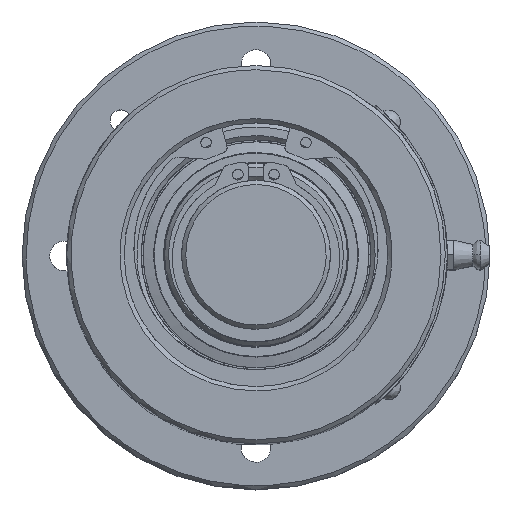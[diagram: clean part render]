
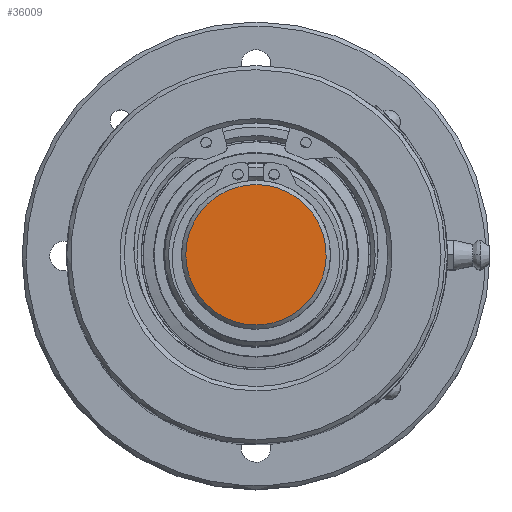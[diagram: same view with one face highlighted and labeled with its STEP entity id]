
A CAD part, top view. The second image highlights one B-rep face of the part: STEP entity #36009.
In plain terms, the highlighted planar face has unit normal (0, 0, 1).
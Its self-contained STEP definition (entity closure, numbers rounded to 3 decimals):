
#4302 = DIRECTION ( 'NONE',  ( 0., 0., -1. ) ) ;
#7849 = CARTESIAN_POINT ( 'NONE',  ( -10.065, -13.119, 176. ) ) ;
#8065 = CARTESIAN_POINT ( 'NONE',  ( -15.657, 5.317, 176. ) ) ;
#8273 = CARTESIAN_POINT ( 'NONE',  ( -2.16, -16.394, 176. ) ) ;
#8275 = CARTESIAN_POINT ( 'NONE',  ( 10.904, -12.431, 176. ) ) ;
#8490 = CARTESIAN_POINT ( 'NONE',  ( 13.119, 10.065, 176. ) ) ;
#8907 = CARTESIAN_POINT ( 'NONE',  ( 0., 16.5, 176. ) ) ;
#9115 = CARTESIAN_POINT ( 'NONE',  ( 8.269, -14.319, 176. ) ) ;
#10619 = VERTEX_POINT ( 'NONE', #8907 ) ;
#12548 = CARTESIAN_POINT ( 'NONE',  ( 0., -16.5, 176. ) ) ;
#12761 = CARTESIAN_POINT ( 'NONE',  ( -14.319, -8.269, 176. ) ) ;
#12763 = CARTESIAN_POINT ( 'NONE',  ( 0., 16.5, 176. ) ) ;
#13187 = CARTESIAN_POINT ( 'NONE',  ( -12.431, 10.904, 176. ) ) ;
#13189 = CARTESIAN_POINT ( 'NONE',  ( 15.972, 4.278, 176. ) ) ;
#13401 = CARTESIAN_POINT ( 'NONE',  ( -2.16, 16.394, 176. ) ) ;
#13831 = CARTESIAN_POINT ( 'NONE',  ( 10.904, 12.431, 176. ) ) ;
#14827 = FACE_OUTER_BOUND ( 'NONE', #14858, .T. ) ;
#14858 = EDGE_LOOP ( 'NONE', ( #50101, #46745 ) ) ;
#14913 = AXIS2_PLACEMENT_3D ( 'NONE', #18464, #4302, #33901 ) ;
#14964 = CARTESIAN_POINT ( 'NONE',  ( 0., -16.5, 176. ) ) ;
#17504 = CARTESIAN_POINT ( 'NONE',  ( -16.394, 2.16, 176. ) ) ;
#17929 = CARTESIAN_POINT ( 'NONE',  ( -13.119, -10.065, 176. ) ) ;
#18140 = CARTESIAN_POINT ( 'NONE',  ( -10.065, 13.119, 176. ) ) ;
#18142 = CARTESIAN_POINT ( 'NONE',  ( 15.657, -5.317, 176. ) ) ;
#18350 = CARTESIAN_POINT ( 'NONE',  ( -10.904, 12.431, 176. ) ) ;
#18352 = CARTESIAN_POINT ( 'NONE',  ( 14.831, -7.312, 176. ) ) ;
#18464 = CARTESIAN_POINT ( 'NONE',  ( 0., 0., 176. ) ) ;
#18554 = CARTESIAN_POINT ( 'NONE',  ( 14.319, 8.269, 176. ) ) ;
#22866 = CARTESIAN_POINT ( 'NONE',  ( 7.312, 14.831, 176. ) ) ;
#23071 = CARTESIAN_POINT ( 'NONE',  ( -5.317, 15.657, 176. ) ) ;
#23710 = CARTESIAN_POINT ( 'NONE',  ( 16.5, 1.08, 176. ) ) ;
#26476 = B_SPLINE_CURVE_WITH_KNOTS ( 'NONE', 3,
 ( #12548, #47708, #8273, #32531, #56912, #47076, #37244, #7849, #42147, #47292, #17929, #12761, #62290, #27809, #32749, #32952, #52198, #27599, #17504, #37456, #8065, #51781, #62084, #42573, #13187, #18350, #18140, #47494, #52413, #23071, #57347, #13401, #28022, #52629 ),
 .UNSPECIFIED., .F., .F.,
 ( 4, 2, 2, 2, 2, 2, 2, 2, 2, 2, 2, 2, 2, 2, 2, 2, 4 ),
 ( 0., 0.062, 0.125, 0.188, 0.25, 0.313, 0.375, 0.438, 0.5, 0.563, 0.625, 0.688, 0.75, 0.812, 0.875, 0.937, 1. ),
 .UNSPECIFIED. ) ;
#27599 = CARTESIAN_POINT ( 'NONE',  ( -16.5, 1.08, 176. ) ) ;
#27809 = CARTESIAN_POINT ( 'NONE',  ( -15.657, -5.317, 176. ) ) ;
#27811 = CARTESIAN_POINT ( 'NONE',  ( 14.319, -8.269, 176. ) ) ;
#28022 = CARTESIAN_POINT ( 'NONE',  ( -1.08, 16.5, 176. ) ) ;
#28024 = CARTESIAN_POINT ( 'NONE',  ( 2.16, -16.394, 176. ) ) ;
#28242 = CARTESIAN_POINT ( 'NONE',  ( 14.831, 7.312, 176. ) ) ;
#28455 = CARTESIAN_POINT ( 'NONE',  ( 4.278, 15.972, 176. ) ) ;
#28672 = CARTESIAN_POINT ( 'NONE',  ( 15.972, -4.278, 176. ) ) ;
#32323 = CARTESIAN_POINT ( 'NONE',  ( 1.08, 16.5, 176. ) ) ;
#32531 = CARTESIAN_POINT ( 'NONE',  ( -4.278, -15.972, 176. ) ) ;
#32749 = CARTESIAN_POINT ( 'NONE',  ( -15.972, -4.278, 176. ) ) ;
#32952 = CARTESIAN_POINT ( 'NONE',  ( -16.394, -2.16, 176. ) ) ;
#33583 = CARTESIAN_POINT ( 'NONE',  ( 12.431, -10.904, 176. ) ) ;
#33901 = DIRECTION ( 'NONE',  ( -1., 0., 0. ) ) ;
#35926 = B_SPLINE_CURVE_WITH_KNOTS ( 'NONE', 3,
 ( #12763, #32323, #43431, #28455, #43004, #22866, #43222, #52850, #13831, #48134, #8490, #18554, #28242, #38108, #13189, #53059, #23710, #37674, #57981, #28672, #18142, #18352, #27811, #47911, #33583, #8275, #38525, #9115, #42575, #47496, #57349, #28024, #42786, #62292 ),
 .UNSPECIFIED., .F., .F.,
 ( 4, 2, 2, 2, 2, 2, 2, 2, 2, 2, 2, 2, 2, 2, 2, 2, 4 ),
 ( 0., 0.063, 0.125, 0.188, 0.25, 0.313, 0.375, 0.438, 0.5, 0.563, 0.625, 0.688, 0.75, 0.813, 0.875, 0.938, 1. ),
 .UNSPECIFIED. ) ;
#36009 = ADVANCED_FACE ( 'NONE', ( #14827 ), #53380, .F. ) ;
#37244 = CARTESIAN_POINT ( 'NONE',  ( -8.269, -14.319, 176. ) ) ;
#37456 = CARTESIAN_POINT ( 'NONE',  ( -15.972, 4.278, 176. ) ) ;
#37674 = CARTESIAN_POINT ( 'NONE',  ( 16.5, -1.08, 176. ) ) ;
#38108 = CARTESIAN_POINT ( 'NONE',  ( 15.657, 5.317, 176. ) ) ;
#38525 = CARTESIAN_POINT ( 'NONE',  ( 10.065, -13.119, 176. ) ) ;
#42147 = CARTESIAN_POINT ( 'NONE',  ( -10.904, -12.431, 176. ) ) ;
#42573 = CARTESIAN_POINT ( 'NONE',  ( -13.119, 10.065, 176. ) ) ;
#42575 = CARTESIAN_POINT ( 'NONE',  ( 7.312, -14.831, 176. ) ) ;
#42786 = CARTESIAN_POINT ( 'NONE',  ( 1.08, -16.5, 176. ) ) ;
#43004 = CARTESIAN_POINT ( 'NONE',  ( 5.317, 15.657, 176. ) ) ;
#43222 = CARTESIAN_POINT ( 'NONE',  ( 8.269, 14.319, 176. ) ) ;
#43431 = CARTESIAN_POINT ( 'NONE',  ( 2.16, 16.394, 176. ) ) ;
#44875 = EDGE_CURVE ( 'NONE', #10619, #50387, #35926, .T. ) ;
#46745 = ORIENTED_EDGE ( 'NONE', *, *, #44875, .F. ) ;
#47076 = CARTESIAN_POINT ( 'NONE',  ( -7.312, -14.831, 176. ) ) ;
#47140 = EDGE_CURVE ( 'NONE', #50387, #10619, #26476, .T. ) ;
#47292 = CARTESIAN_POINT ( 'NONE',  ( -12.431, -10.904, 176. ) ) ;
#47494 = CARTESIAN_POINT ( 'NONE',  ( -8.269, 14.319, 176. ) ) ;
#47496 = CARTESIAN_POINT ( 'NONE',  ( 5.317, -15.657, 176. ) ) ;
#47708 = CARTESIAN_POINT ( 'NONE',  ( -1.08, -16.5, 176. ) ) ;
#47911 = CARTESIAN_POINT ( 'NONE',  ( 13.119, -10.065, 176. ) ) ;
#48134 = CARTESIAN_POINT ( 'NONE',  ( 12.431, 10.904, 176. ) ) ;
#50101 = ORIENTED_EDGE ( 'NONE', *, *, #47140, .F. ) ;
#50387 = VERTEX_POINT ( 'NONE', #14964 ) ;
#51781 = CARTESIAN_POINT ( 'NONE',  ( -14.831, 7.312, 176. ) ) ;
#52198 = CARTESIAN_POINT ( 'NONE',  ( -16.5, -1.08, 176. ) ) ;
#52413 = CARTESIAN_POINT ( 'NONE',  ( -7.312, 14.831, 176. ) ) ;
#52629 = CARTESIAN_POINT ( 'NONE',  ( 0., 16.5, 176. ) ) ;
#52850 = CARTESIAN_POINT ( 'NONE',  ( 10.065, 13.119, 176. ) ) ;
#53059 = CARTESIAN_POINT ( 'NONE',  ( 16.394, 2.16, 176. ) ) ;
#53380 = PLANE ( 'NONE',  #14913 ) ;
#56912 = CARTESIAN_POINT ( 'NONE',  ( -5.317, -15.657, 176. ) ) ;
#57347 = CARTESIAN_POINT ( 'NONE',  ( -4.278, 15.972, 176. ) ) ;
#57349 = CARTESIAN_POINT ( 'NONE',  ( 4.278, -15.972, 176. ) ) ;
#57981 = CARTESIAN_POINT ( 'NONE',  ( 16.394, -2.16, 176. ) ) ;
#62084 = CARTESIAN_POINT ( 'NONE',  ( -14.319, 8.269, 176. ) ) ;
#62290 = CARTESIAN_POINT ( 'NONE',  ( -14.831, -7.312, 176. ) ) ;
#62292 = CARTESIAN_POINT ( 'NONE',  ( 0., -16.5, 176. ) ) ;
